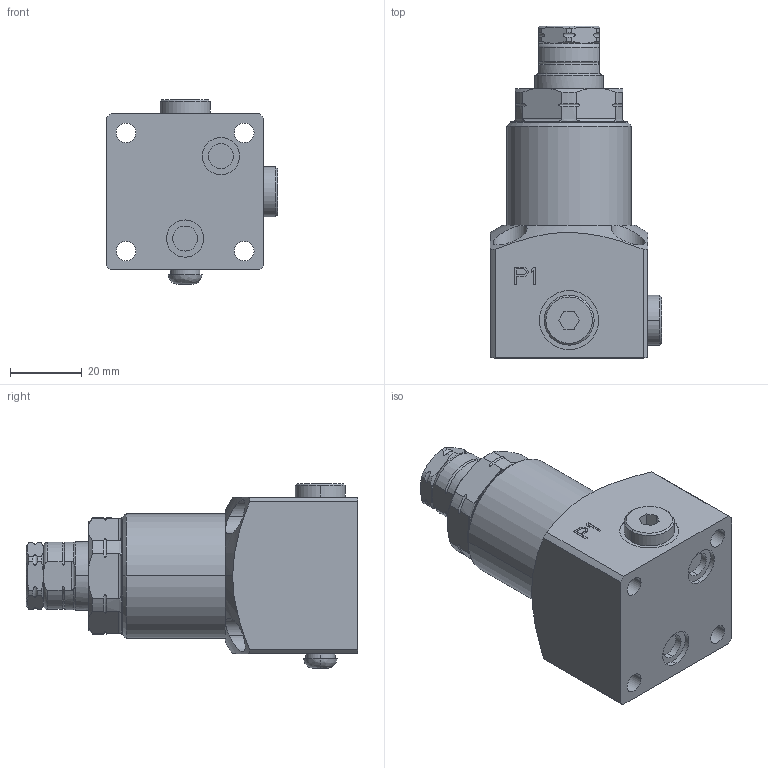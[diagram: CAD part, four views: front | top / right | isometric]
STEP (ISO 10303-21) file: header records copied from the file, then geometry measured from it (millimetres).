
FILE_DESCRIPTION((''),'2;1');
FILE_NAME('ILCMV41080820','2020-07-28T',('npeters'),(''),'PRO/ENGINEER BY PARAMETRIC TECHNOLOGY CORPORATION, 2013320','PRO/ENGINEER BY PARAMETRIC TECHNOLOGY CORPORATION, 2013320','');
FILE_SCHEMA(('AUTOMOTIVE_DESIGN { 1 0 10303 214 1 1 1 1 }'));
Length unit declared in the file: millimetre
Products named in the file (1): ILCMV41080820
Bounding box: 47.8 x 92.66 x 51.58 mm (x, y, z)
Volume: 103581.4 mm3; surface area: 23509.2 mm2
Topology: 1 solids, 6 shells, 309 faces, 797 edges, 521 vertices
Faces by surface type: plane 161, cylinder 90, cone 30, torus 26, bspline 2
Entity records: 13417 total; most frequent: CARTESIAN_POINT 3389, ORIENTED_EDGE 1582, DIRECTION 1541, PRESENTATION_STYLE_ASSIGNMENT 798, STYLED_ITEM 798, CURVE_STYLE 795, EDGE_CURVE 795, AXIS2_PLACEMENT_3D 534
